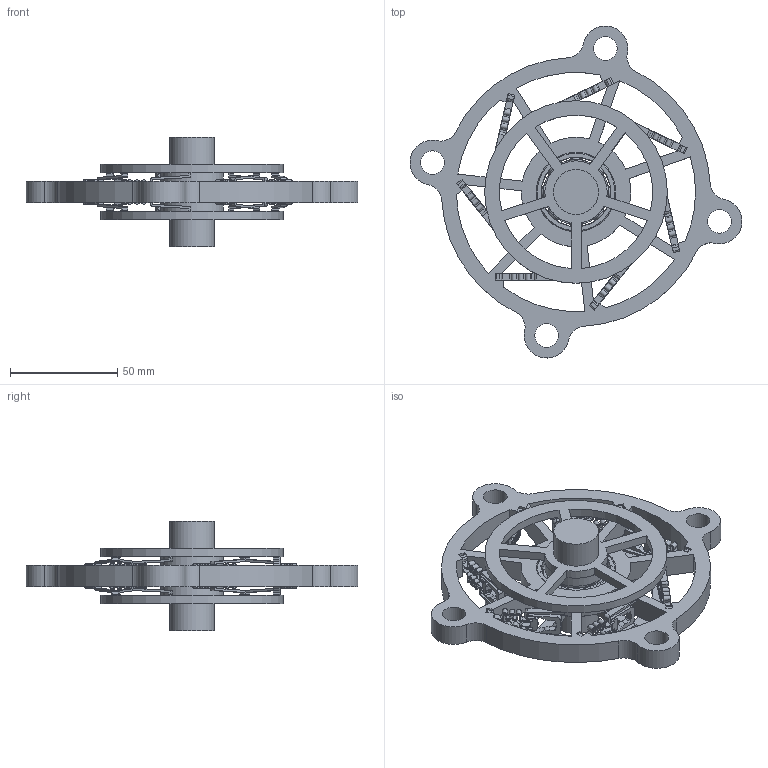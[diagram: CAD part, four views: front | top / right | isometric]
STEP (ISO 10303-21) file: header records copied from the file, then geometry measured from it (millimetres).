
FILE_DESCRIPTION(/* description */ ('','CAx-IF Rec.Pracs.---Representation and Presentation of Product Manufacturing Information (PMI)---4.0---2014-10-13'),/* implementation_level */ '2;1');
FILE_NAME(/* name */ 'Rotary Motor R1 GitHub v1.step',/* time_stamp */ '2025-07-01T18:48:58-07:00',/* author */ (''),/* organization */ (''),/* preprocessor_version */ 'ST-DEVELOPER v20',/* originating_system */ 'Autodesk Translation Framework v13.20.0.188',/* authorisation */ '');
FILE_SCHEMA (('AP242_MANAGED_MODEL_BASED_3D_ENGINEERING_MIM_LF { 1 0 10303 442 1 1 4 }'));
Length unit declared in the file: millimetre
Products named in the file (12): Rotary Motor R1 GitHub; Rotary Motor; Combined2piezo (1); Component10; FlattyFSpring; FlattyFSpring (1); FlattyFSpring (2); FlattyFSpring (3); FlattyFSpring (4); FlattyFSpring (5); FlattyFSpring (6); 5972K245_Ball Bearing
Assembly tree (11 placements, depth 4):
  Rotary Motor R1 GitHub
    Rotary Motor
      Combined2piezo (1)
        Component10
        FlattyFSpring
        FlattyFSpring (1)
        FlattyFSpring (2)
        FlattyFSpring (3)
        FlattyFSpring (4)
        FlattyFSpring (5)
        FlattyFSpring (6)
      5972K245_Ball Bearing
Bounding box: 154.55 x 154.55 x 51 mm (x, y, z)
Volume: 102484.7 mm3; surface area: 65869.3 mm2
Topology: 22 solids, 22 shells, 1362 faces, 3896 edges, 2600 vertices
Faces by surface type: plane 671, cylinder 655, sphere 16, torus 8, bspline 8, cone 4
Full cylindrical faces by diameter (mm): 1.5 x14, 11 x4, 20 x1, 20.9 x5, 25.054 x2, 29 x2, 31.946 x2, 32.27 x2, 33.631 x2, 37 x2, 85 x2
Entity records: 45948 total; most frequent: CARTESIAN_POINT 8587, DIRECTION 7976, ORIENTED_EDGE 7760, EDGE_CURVE 3880, AXIS2_PLACEMENT_3D 2815, VERTEX_POINT 2600, LINE 2346, VECTOR 2346
